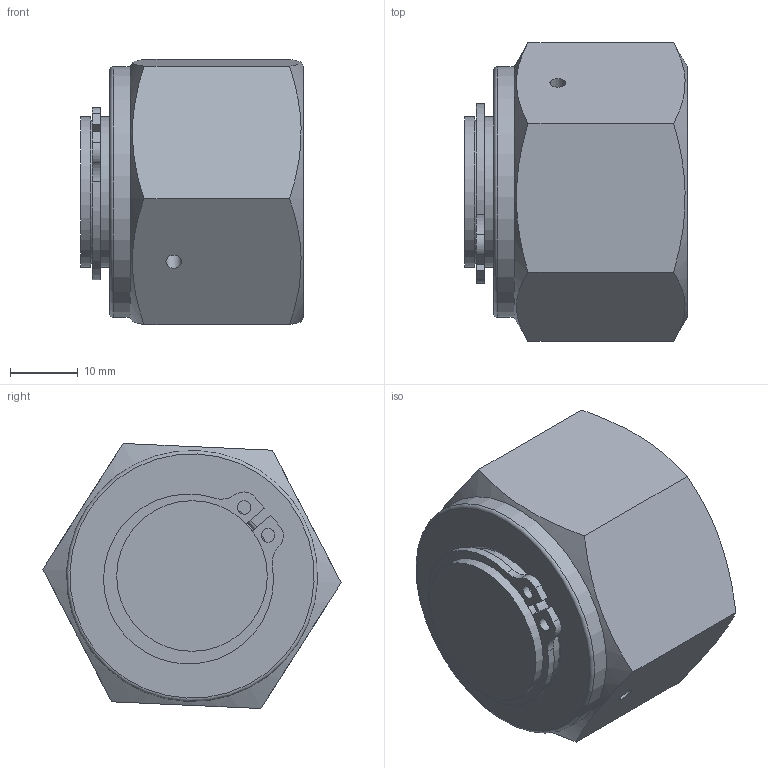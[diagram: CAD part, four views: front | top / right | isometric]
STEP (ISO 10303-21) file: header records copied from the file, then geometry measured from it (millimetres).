
FILE_DESCRIPTION(/* description */ (''),/* implementation_level */ '2;1');
FILE_NAME(/* name */ 'SM12CP.stp',/* time_stamp */ '2025-03-10T14:21:07+09:00',/* author */ ('user'),/* organization */ (''),/* preprocessor_version */ 'ST-DEVELOPER v20',/* originating_system */ 'Autodesk Inventor 2022',/* authorisation */ '');
FILE_SCHEMA (('AUTOMOTIVE_DESIGN { 1 0 10303 214 3 1 1 }'));
Length unit declared in the file: millimetre
Products named in the file (4): SM12CP; CP-12; SM12FN; SNR-CS-22
Assembly tree (3 placements, depth 2):
  SM12CP
    CP-12
    SM12FN
    SNR-CS-22
Bounding box: 32.8 x 43.95 x 39.05 mm (x, y, z)
Volume: 21613.7 mm3; surface area: 10690.2 mm2
Topology: 3 solids, 3 shells, 61 faces, 136 edges, 87 vertices
Faces by surface type: plane 22, cylinder 21, torus 9, cone 9
Full cylindrical faces by diameter (mm): 2 x2, 2.3 x2, 21 x1, 21.2 x1, 22.2 x2, 22.8 x1, 27.7 x1, 29.1 x1, 29.3 x1, 30.7 x1, 32.8 x1, 37 x1
Entity records: 1940 total; most frequent: CARTESIAN_POINT 381, DIRECTION 332, ORIENTED_EDGE 272, AXIS2_PLACEMENT_3D 142, EDGE_CURVE 136, VERTEX_POINT 87, EDGE_LOOP 77, CIRCLE 74
